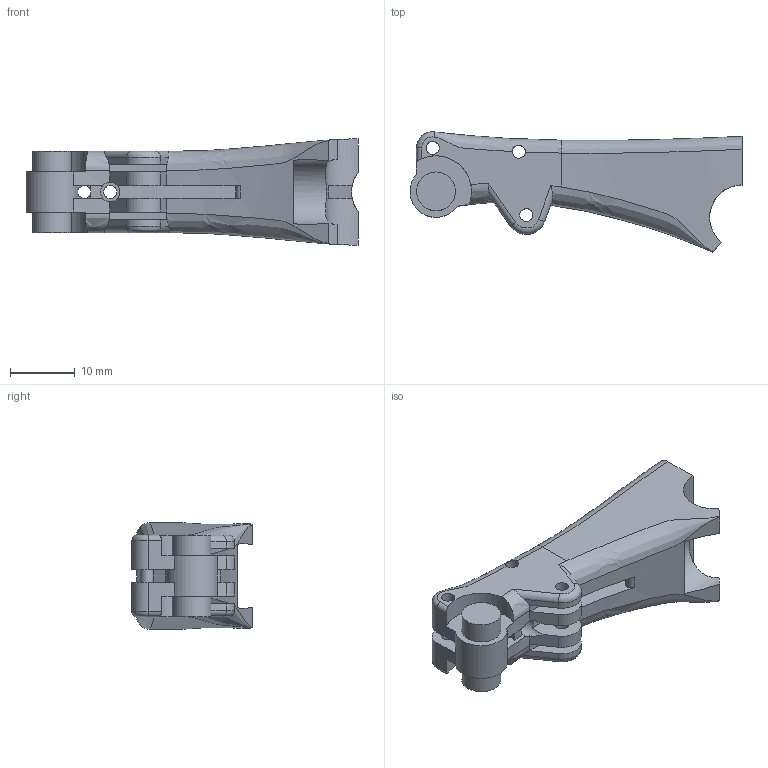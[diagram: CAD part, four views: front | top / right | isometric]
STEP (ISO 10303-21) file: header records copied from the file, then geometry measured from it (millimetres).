
FILE_DESCRIPTION(/* description */ ('STEP AP214'),/* implementation_level */ '2;1');
FILE_NAME(/* name */ '683c51304258294a187f3df9',/* time_stamp */ '2025-06-01T13:10:09Z',/* author */ (''),/* organization */ (''),/* preprocessor_version */ 'ST-DEVELOPER v20',/* originating_system */ 'ONSHAPE BY PTC INC, 1.198',/* authorisation */ ' ');
FILE_SCHEMA (('AUTOMOTIVE_DESIGN {1 0 10303 214 3 1 1}'));
Length unit declared in the file: metre
Products named in the file (1): PLP_BEARING_15
Bounding box: 51.25 x 18.57 x 16.4 mm (x, y, z)
Volume: 6867.9 mm3; surface area: 4057.7 mm2
Topology: 1 solids, 1 shells, 100 faces, 290 edges, 186 vertices
Faces by surface type: plane 44, cylinder 36, bspline 16, torus 4
Full cylindrical faces by diameter (mm): 2 x10, 3 x1, 6 x2
Entity records: 4317 total; most frequent: CARTESIAN_POINT 1842, ORIENTED_EDGE 540, DIRECTION 445, EDGE_CURVE 270, VERTEX_POINT 179, AXIS2_PLACEMENT_3D 162, EDGE_LOOP 131, FACE_BOUND 131
